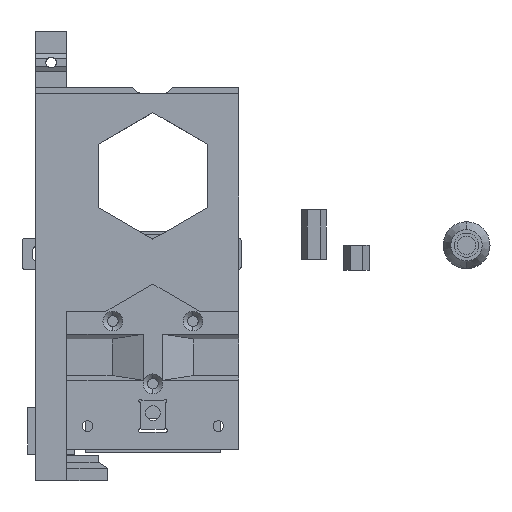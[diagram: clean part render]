
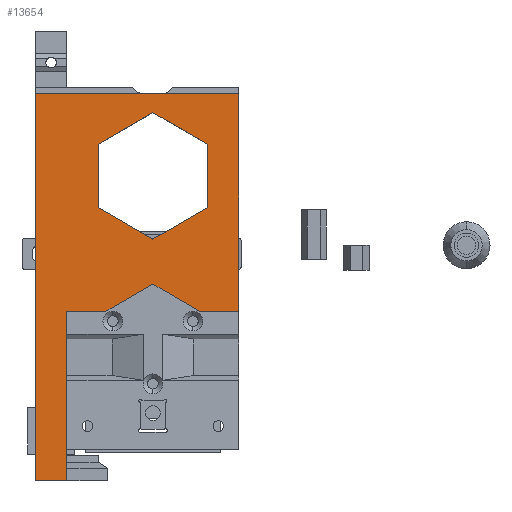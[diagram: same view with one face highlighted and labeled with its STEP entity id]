
A CAD part, front view. The second image highlights one B-rep face of the part: STEP entity #13654.
In plain terms, the highlighted face is planar.
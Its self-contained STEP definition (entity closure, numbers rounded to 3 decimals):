
#9 = DIRECTION ( 'NONE',  ( 0., 0., 1. ) ) ;
#494 = VERTEX_POINT ( 'NONE', #11106 ) ;
#732 = EDGE_CURVE ( 'NONE', #494, #31201, #6083, .T. ) ;
#934 = LINE ( 'NONE', #22470, #8980 ) ;
#1800 = ORIENTED_EDGE ( 'NONE', *, *, #2819, .T. ) ;
#1861 = CARTESIAN_POINT ( 'NONE',  ( -43.5, 33.75, 0. ) ) ;
#2036 = VERTEX_POINT ( 'NONE', #30018 ) ;
#2563 = EDGE_LOOP ( 'NONE', ( #4363, #15774, #28788, #22646, #16254, #11625, #14054, #13968, #28963 ) ) ;
#2819 = EDGE_CURVE ( 'NONE', #22575, #3356, #16936, .T. ) ;
#3102 = CARTESIAN_POINT ( 'NONE',  ( -43.5, 10.41, 52.5 ) ) ;
#3198 = CARTESIAN_POINT ( 'NONE',  ( -43.5, 79.85, 65. ) ) ;
#3303 = CARTESIAN_POINT ( 'NONE',  ( -43.5, 33.75, 10. ) ) ;
#3356 = VERTEX_POINT ( 'NONE', #30032 ) ;
#3397 = VECTOR ( 'NONE', #11659, 1000. ) ;
#3455 = CARTESIAN_POINT ( 'NONE',  ( -43.5, 10.41, 10. ) ) ;
#3590 = VECTOR ( 'NONE', #31693, 1000. ) ;
#3872 = EDGE_CURVE ( 'NONE', #23284, #25559, #7697, .T. ) ;
#3875 = CARTESIAN_POINT ( 'NONE',  ( -43.5, 10.41, 10. ) ) ;
#4156 = DIRECTION ( 'NONE',  ( 0., -1., 0. ) ) ;
#4199 = DIRECTION ( 'NONE',  ( 0., 0.5, -0.866 ) ) ;
#4363 = ORIENTED_EDGE ( 'NONE', *, *, #19804, .F. ) ;
#5278 = DIRECTION ( 'NONE',  ( 0., -0.5, -0.866 ) ) ;
#5281 = VERTEX_POINT ( 'NONE', #25811 ) ;
#6083 = LINE ( 'NONE', #3198, #14226 ) ;
#6271 = CARTESIAN_POINT ( 'NONE',  ( -43.5, 43.539, 55. ) ) ;
#6649 = EDGE_CURVE ( 'NONE', #3356, #2036, #18316, .T. ) ;
#6975 = VECTOR ( 'NONE', #5278, 1000. ) ;
#7131 = VECTOR ( 'NONE', #4199, 1000. ) ;
#7631 = CARTESIAN_POINT ( 'NONE',  ( -43.5, 33.435, 37.5 ) ) ;
#7697 = LINE ( 'NONE', #12509, #6975 ) ;
#8221 = AXIS2_PLACEMENT_3D ( 'NONE', #3303, #17430, #30102 ) ;
#8364 = VECTOR ( 'NONE', #16079, 1000. ) ;
#8482 = VERTEX_POINT ( 'NONE', #19352 ) ;
#8688 = EDGE_CURVE ( 'NONE', #22271, #26660, #13718, .T. ) ;
#8866 = VECTOR ( 'NONE', #16769, 1000. ) ;
#8980 = VECTOR ( 'NONE', #30003, 1000. ) ;
#9032 = CARTESIAN_POINT ( 'NONE',  ( -43.5, 33.435, 37.5 ) ) ;
#9104 = EDGE_CURVE ( 'NONE', #2036, #23284, #18771, .T. ) ;
#9456 = VECTOR ( 'NONE', #28889, 1000. ) ;
#10047 = CARTESIAN_POINT ( 'NONE',  ( -43.5, 43.539, 20. ) ) ;
#10256 = EDGE_CURVE ( 'NONE', #25559, #8482, #13996, .T. ) ;
#10654 = ORIENTED_EDGE ( 'NONE', *, *, #17937, .T. ) ;
#10691 = FACE_OUTER_BOUND ( 'NONE', #2563, .T. ) ;
#10864 = VECTOR ( 'NONE', #4156, 1000. ) ;
#11106 = CARTESIAN_POINT ( 'NONE',  ( -43.5, 79.85, 65. ) ) ;
#11469 = VECTOR ( 'NONE', #24973, 1000. ) ;
#11593 = VECTOR ( 'NONE', #9, 1000. ) ;
#11625 = ORIENTED_EDGE ( 'NONE', *, *, #13691, .T. ) ;
#11659 = DIRECTION ( 'NONE',  ( 0., -1., 0. ) ) ;
#11701 = CARTESIAN_POINT ( 'NONE',  ( -43.5, 10.41, 65. ) ) ;
#12135 = CARTESIAN_POINT ( 'NONE',  ( -43.5, 63.746, 20. ) ) ;
#12243 = CARTESIAN_POINT ( 'NONE',  ( -43.5, -43.75, 10. ) ) ;
#12509 = CARTESIAN_POINT ( 'NONE',  ( -43.5, 43.539, 55. ) ) ;
#12964 = VECTOR ( 'NONE', #18032, 1000. ) ;
#13001 = VERTEX_POINT ( 'NONE', #30831 ) ;
#13654 = ADVANCED_FACE ( 'NONE', ( #27688, #10691 ), #30252, .F. ) ;
#13691 = EDGE_CURVE ( 'NONE', #14002, #31201, #28001, .T. ) ;
#13718 = LINE ( 'NONE', #19591, #11593 ) ;
#13908 = LINE ( 'NONE', #1861, #3397 ) ;
#13943 = ORIENTED_EDGE ( 'NONE', *, *, #6649, .T. ) ;
#13968 = ORIENTED_EDGE ( 'NONE', *, *, #22279, .T. ) ;
#13996 = LINE ( 'NONE', #9032, #7131 ) ;
#14002 = VERTEX_POINT ( 'NONE', #3102 ) ;
#14054 = ORIENTED_EDGE ( 'NONE', *, *, #732, .F. ) ;
#14085 = LINE ( 'NONE', #21458, #15068 ) ;
#14223 = CARTESIAN_POINT ( 'NONE',  ( -43.5, 10.41, 22.5 ) ) ;
#14226 = VECTOR ( 'NONE', #18115, 1000. ) ;
#15068 = VECTOR ( 'NONE', #28828, 1000. ) ;
#15774 = ORIENTED_EDGE ( 'NONE', *, *, #28929, .T. ) ;
#15913 = CARTESIAN_POINT ( 'NONE',  ( -43.5, 73.85, 37.5 ) ) ;
#16075 = LINE ( 'NONE', #21366, #9456 ) ;
#16079 = DIRECTION ( 'NONE',  ( 0., -0.5, 0.866 ) ) ;
#16254 = ORIENTED_EDGE ( 'NONE', *, *, #23494, .T. ) ;
#16769 = DIRECTION ( 'NONE',  ( 0., 1., 0. ) ) ;
#16923 = LINE ( 'NONE', #24148, #8866 ) ;
#16936 = LINE ( 'NONE', #12135, #3590 ) ;
#17430 = DIRECTION ( 'NONE',  ( 1., 0., 0. ) ) ;
#17752 = CARTESIAN_POINT ( 'NONE',  ( -43.5, -43.75, 10. ) ) ;
#17859 = ORIENTED_EDGE ( 'NONE', *, *, #10256, .T. ) ;
#17937 = EDGE_CURVE ( 'NONE', #8482, #22575, #22707, .T. ) ;
#18032 = DIRECTION ( 'NONE',  ( 0., 1., 0. ) ) ;
#18113 = VERTEX_POINT ( 'NONE', #12243 ) ;
#18115 = DIRECTION ( 'NONE',  ( 0., -1., 0. ) ) ;
#18211 = DIRECTION ( 'NONE',  ( 0., 0., 1. ) ) ;
#18316 = LINE ( 'NONE', #15913, #8364 ) ;
#18771 = LINE ( 'NONE', #31429, #10864 ) ;
#18824 = VERTEX_POINT ( 'NONE', #25351 ) ;
#19352 = CARTESIAN_POINT ( 'NONE',  ( -43.5, 43.539, 20. ) ) ;
#19591 = CARTESIAN_POINT ( 'NONE',  ( -43.5, 10.41, 10. ) ) ;
#19769 = EDGE_CURVE ( 'NONE', #26660, #18824, #14085, .T. ) ;
#19804 = EDGE_CURVE ( 'NONE', #18113, #5281, #24498, .T. ) ;
#20525 = ORIENTED_EDGE ( 'NONE', *, *, #3872, .T. ) ;
#21366 = CARTESIAN_POINT ( 'NONE',  ( -43.5, 79.85, 10. ) ) ;
#21458 = CARTESIAN_POINT ( 'NONE',  ( -43.5, 10.41, 22.5 ) ) ;
#21584 = EDGE_LOOP ( 'NONE', ( #10654, #1800, #13943, #26987, #20525, #17859 ) ) ;
#22271 = VERTEX_POINT ( 'NONE', #3875 ) ;
#22279 = EDGE_CURVE ( 'NONE', #494, #13001, #16075, .T. ) ;
#22470 = CARTESIAN_POINT ( 'NONE',  ( -43.5, 19.071, 37.5 ) ) ;
#22575 = VERTEX_POINT ( 'NONE', #25658 ) ;
#22646 = ORIENTED_EDGE ( 'NONE', *, *, #19769, .T. ) ;
#22707 = LINE ( 'NONE', #10047, #12964 ) ;
#23284 = VERTEX_POINT ( 'NONE', #6271 ) ;
#23494 = EDGE_CURVE ( 'NONE', #18824, #14002, #934, .T. ) ;
#24148 = CARTESIAN_POINT ( 'NONE',  ( -43.5, 10.41, 10. ) ) ;
#24498 = LINE ( 'NONE', #17752, #11469 ) ;
#24973 = DIRECTION ( 'NONE',  ( 0., 0., -1. ) ) ;
#25351 = CARTESIAN_POINT ( 'NONE',  ( -43.5, 19.071, 37.5 ) ) ;
#25559 = VERTEX_POINT ( 'NONE', #7631 ) ;
#25658 = CARTESIAN_POINT ( 'NONE',  ( -43.5, 63.746, 20. ) ) ;
#25811 = CARTESIAN_POINT ( 'NONE',  ( -43.5, -43.75, 0. ) ) ;
#26660 = VERTEX_POINT ( 'NONE', #14223 ) ;
#26987 = ORIENTED_EDGE ( 'NONE', *, *, #9104, .T. ) ;
#27173 = VECTOR ( 'NONE', #18211, 1000. ) ;
#27688 = FACE_BOUND ( 'NONE', #21584, .T. ) ;
#28001 = LINE ( 'NONE', #3455, #27173 ) ;
#28788 = ORIENTED_EDGE ( 'NONE', *, *, #8688, .T. ) ;
#28828 = DIRECTION ( 'NONE',  ( 0., 0.5, 0.866 ) ) ;
#28889 = DIRECTION ( 'NONE',  ( 0., 0., -1. ) ) ;
#28929 = EDGE_CURVE ( 'NONE', #18113, #22271, #16923, .T. ) ;
#28963 = ORIENTED_EDGE ( 'NONE', *, *, #31705, .T. ) ;
#30003 = DIRECTION ( 'NONE',  ( 0., -0.5, 0.866 ) ) ;
#30018 = CARTESIAN_POINT ( 'NONE',  ( -43.5, 63.746, 55. ) ) ;
#30032 = CARTESIAN_POINT ( 'NONE',  ( -43.5, 73.85, 37.5 ) ) ;
#30102 = DIRECTION ( 'NONE',  ( 0., 1., 0. ) ) ;
#30252 = PLANE ( 'NONE',  #8221 ) ;
#30831 = CARTESIAN_POINT ( 'NONE',  ( -43.5, 79.85, 0. ) ) ;
#31201 = VERTEX_POINT ( 'NONE', #11701 ) ;
#31429 = CARTESIAN_POINT ( 'NONE',  ( -43.5, 63.746, 55. ) ) ;
#31693 = DIRECTION ( 'NONE',  ( 0., 0.5, 0.866 ) ) ;
#31705 = EDGE_CURVE ( 'NONE', #13001, #5281, #13908, .T. ) ;
